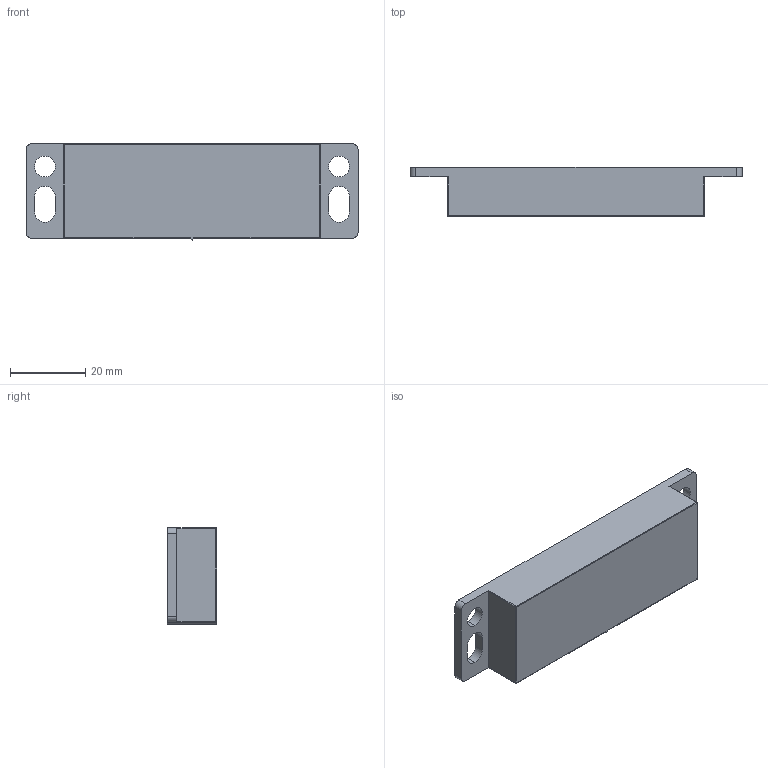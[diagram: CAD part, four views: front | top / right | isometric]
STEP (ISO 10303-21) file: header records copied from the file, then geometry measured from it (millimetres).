
FILE_DESCRIPTION (( 'STEP AP214' ), '1' );
FILE_NAME ('M395.STEP', '2019-03-15T09:41:39', ( '' ), ( '' ), 'SwSTEP 2.0', 'SolidWorks 2019', '' );
FILE_SCHEMA (( 'AUTOMOTIVE_DESIGN' ));
Length unit declared in the file: millimetre
Products named in the file (1): M395
Bounding box: 88 x 13 x 25.5 mm (x, y, z)
Volume: 22998.9 mm3; surface area: 6828.7 mm2
Topology: 1 solids, 1 shells, 46 faces, 121 edges, 73 vertices
Faces by surface type: cylinder 25, plane 17, sphere 4
Entity records: 1435 total; most frequent: DIRECTION 252, CARTESIAN_POINT 246, ORIENTED_EDGE 234, EDGE_CURVE 117, AXIS2_PLACEMENT_3D 91, VERTEX_POINT 73, LINE 70, VECTOR 70
